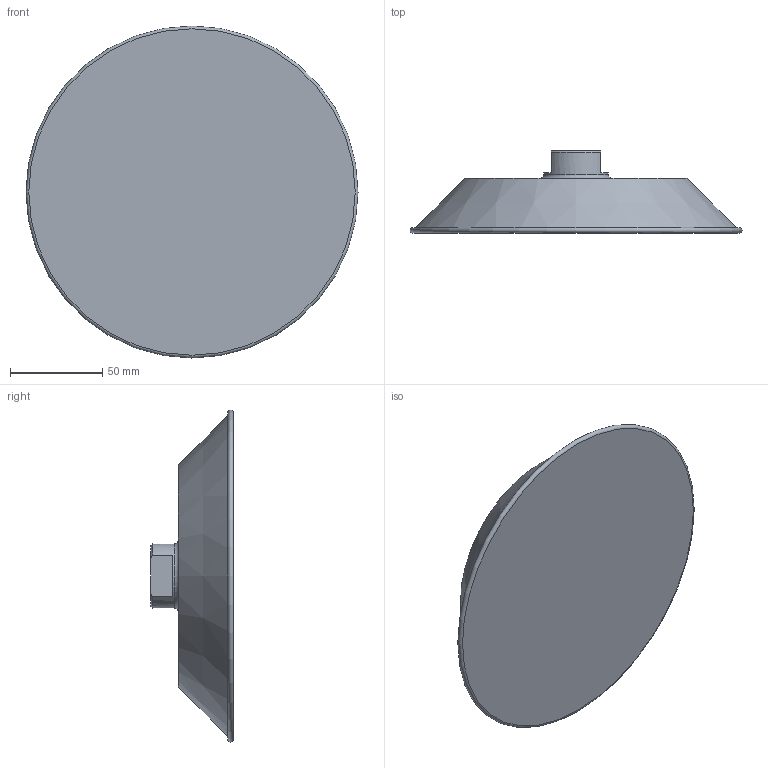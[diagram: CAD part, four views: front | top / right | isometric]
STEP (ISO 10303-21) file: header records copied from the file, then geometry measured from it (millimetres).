
FILE_DESCRIPTION(/* description */ (''),/* implementation_level */ '2;1');
FILE_NAME(/* name */ 'vpr180epdm.stp',/* time_stamp */ '2020-07-08T12:31:25+02:00',/* author */ ('enginyeria'),/* organization */ (''),/* preprocessor_version */ 'ST-DEVELOPER v17',/* originating_system */ 'Autodesk Inventor 2019',/* authorisation */ '');
FILE_SCHEMA (('CONFIG_CONTROL_DESIGN'));
Length unit declared in the file: millimetre
Products named in the file (1): vpr180
Bounding box: 180 x 44.71 x 180 mm (x, y, z)
Volume: 545478.3 mm3; surface area: 59148.7 mm2
Topology: 1 solids, 1 shells, 20 faces, 46 edges, 32 vertices
Faces by surface type: plane 10, cylinder 4, cone 4, torus 2
Full cylindrical faces by diameter (mm): 19 x1, 35 x1, 106.58 x1, 120.58 x1
Entity records: 637 total; most frequent: DIRECTION 112, CARTESIAN_POINT 107, ORIENTED_EDGE 92, AXIS2_PLACEMENT_3D 49, EDGE_CURVE 46, VERTEX_POINT 32, CIRCLE 28, EDGE_LOOP 24
